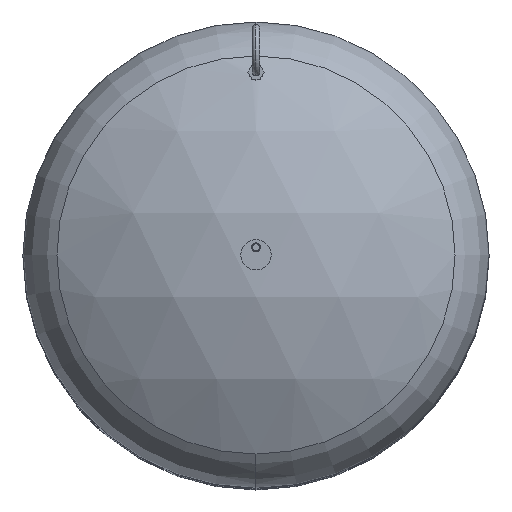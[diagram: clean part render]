
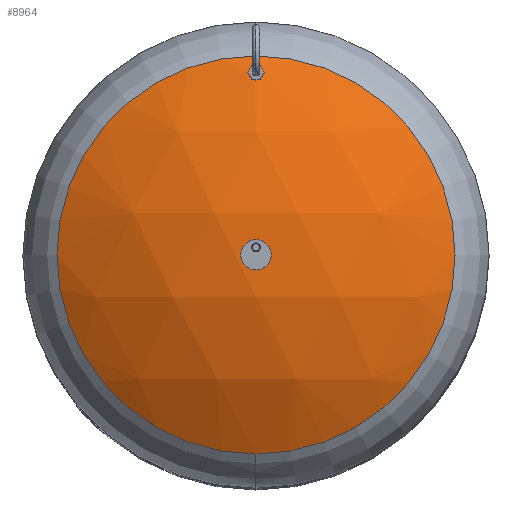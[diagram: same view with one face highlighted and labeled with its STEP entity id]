
A CAD part, top view. The second image highlights one B-rep face of the part: STEP entity #8964.
In plain terms, the highlighted spherical face has radius 594 mm.
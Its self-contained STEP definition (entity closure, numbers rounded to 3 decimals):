
#8763=CARTESIAN_POINT('',(0.,-315.931,2059.014));
#8764=VERTEX_POINT('',#8763);
#8780=CARTESIAN_POINT('',(0.,315.931,2059.014));
#8781=VERTEX_POINT('',#8780);
#8789=CARTESIAN_POINT('',(315.931,0.,2059.014));
#8790=VERTEX_POINT('',#8789);
#8791=CARTESIAN_POINT('',(0.,0.,2059.014));
#8792=DIRECTION('',(0.0,0.0,-1.0));
#8793=DIRECTION('',(1.0,0.0,0.0));
#8794=AXIS2_PLACEMENT_3D('',#8791,#8792,#8793);
#8795=CIRCLE('',#8794,315.931);
#8796=EDGE_CURVE('',#8781,#8790,#8795,.T.);
#8798=CARTESIAN_POINT('',(0.,0.,2059.014));
#8799=DIRECTION('',(0.0,0.0,-1.0));
#8800=DIRECTION('',(1.0,0.0,0.0));
#8801=AXIS2_PLACEMENT_3D('',#8798,#8799,#8800);
#8802=CIRCLE('',#8801,315.931);
#8803=EDGE_CURVE('',#8790,#8764,#8802,.T.);
#8815=CARTESIAN_POINT('',(0.,300.65,2068.294));
#8816=VERTEX_POINT('',#8815);
#8832=CARTESIAN_POINT('',(0.,279.35,2080.213));
#8833=VERTEX_POINT('',#8832);
#8840=CARTESIAN_POINT('',(0.,300.65,2068.294));
#8841=CARTESIAN_POINT('',(0.665,300.65,2068.294));
#8842=CARTESIAN_POINT('',(1.348,300.587,2068.33));
#8843=CARTESIAN_POINT('',(2.7,300.325,2068.478));
#8844=CARTESIAN_POINT('',(3.368,300.127,2068.591));
#8845=CARTESIAN_POINT('',(4.642,299.61,2068.883));
#8846=CARTESIAN_POINT('',(5.249,299.29,2069.063));
#8847=CARTESIAN_POINT('',(6.366,298.564,2069.474));
#8848=CARTESIAN_POINT('',(6.875,298.157,2069.704));
#8849=CARTESIAN_POINT('',(7.848,297.235,2070.224));
#8850=CARTESIAN_POINT('',(8.329,296.677,2070.538));
#8851=CARTESIAN_POINT('',(9.168,295.47,2071.219));
#8852=CARTESIAN_POINT('',(9.525,294.82,2071.584));
#8853=CARTESIAN_POINT('',(10.095,293.472,2072.342));
#8854=CARTESIAN_POINT('',(10.307,292.773,2072.734));
#8855=CARTESIAN_POINT('',(10.585,291.375,2073.519));
#8856=CARTESIAN_POINT('',(10.65,290.675,2073.911));
#8857=CARTESIAN_POINT('',(10.65,289.327,2074.665));
#8858=CARTESIAN_POINT('',(10.585,288.628,2075.055));
#8859=CARTESIAN_POINT('',(10.308,287.231,2075.836));
#8860=CARTESIAN_POINT('',(10.096,286.532,2076.225));
#8861=CARTESIAN_POINT('',(9.527,285.185,2076.976));
#8862=CARTESIAN_POINT('',(9.17,284.535,2077.337));
#8863=CARTESIAN_POINT('',(8.333,283.327,2078.009));
#8864=CARTESIAN_POINT('',(7.852,282.769,2078.319));
#8865=CARTESIAN_POINT('',(6.879,281.846,2078.831));
#8866=CARTESIAN_POINT('',(6.369,281.438,2079.057));
#8867=CARTESIAN_POINT('',(5.251,280.71,2079.46));
#8868=CARTESIAN_POINT('',(4.643,280.391,2079.637));
#8869=CARTESIAN_POINT('',(3.369,279.873,2079.924));
#8870=CARTESIAN_POINT('',(2.7,279.675,2080.034));
#8871=CARTESIAN_POINT('',(1.348,279.413,2080.178));
#8872=CARTESIAN_POINT('',(0.664,279.35,2080.213));
#8873=CARTESIAN_POINT('',(0.,279.35,2080.213));
#8874=B_SPLINE_CURVE_WITH_KNOTS('',3,(#8840,#8841,#8842,#8843,#8844,#8845,#8846,#8847,#8848,#8849,#8850,#8851,#8852,#8853,#8854,#8855,#8856,#8857,#8858,#8859,#8860,#8861,#8862,#8863,#8864,#8865,#8866,#8867,#8868,#8869,#8870,#8871,#8872,#8873),.UNSPECIFIED.,.F.,.U.,(4,2,2,2,2,2,2,2,2,2,2,2,2,2,2,2,4),(0.0,1.994,3.987,5.981,7.974,10.293,12.612,14.931,17.25,19.564,21.878,24.192,26.506,28.499,30.492,32.484,34.477),.UNSPECIFIED.);
#8875=EDGE_CURVE('',#8816,#8833,#8874,.T.);
#8886=CARTESIAN_POINT('',(0.,279.35,2080.213));
#8887=CARTESIAN_POINT('',(-0.664,279.35,2080.213));
#8888=CARTESIAN_POINT('',(-1.348,279.413,2080.178));
#8889=CARTESIAN_POINT('',(-2.7,279.675,2080.034));
#8890=CARTESIAN_POINT('',(-3.369,279.873,2079.924));
#8891=CARTESIAN_POINT('',(-4.643,280.391,2079.637));
#8892=CARTESIAN_POINT('',(-5.251,280.71,2079.46));
#8893=CARTESIAN_POINT('',(-6.369,281.438,2079.057));
#8894=CARTESIAN_POINT('',(-6.879,281.846,2078.831));
#8895=CARTESIAN_POINT('',(-7.852,282.769,2078.319));
#8896=CARTESIAN_POINT('',(-8.333,283.327,2078.009));
#8897=CARTESIAN_POINT('',(-9.17,284.535,2077.337));
#8898=CARTESIAN_POINT('',(-9.527,285.185,2076.976));
#8899=CARTESIAN_POINT('',(-10.096,286.532,2076.225));
#8900=CARTESIAN_POINT('',(-10.308,287.231,2075.836));
#8901=CARTESIAN_POINT('',(-10.585,288.628,2075.055));
#8902=CARTESIAN_POINT('',(-10.65,289.327,2074.665));
#8903=CARTESIAN_POINT('',(-10.65,290.675,2073.911));
#8904=CARTESIAN_POINT('',(-10.585,291.375,2073.519));
#8905=CARTESIAN_POINT('',(-10.307,292.773,2072.734));
#8906=CARTESIAN_POINT('',(-10.095,293.472,2072.342));
#8907=CARTESIAN_POINT('',(-9.525,294.82,2071.584));
#8908=CARTESIAN_POINT('',(-9.168,295.47,2071.219));
#8909=CARTESIAN_POINT('',(-8.329,296.677,2070.538));
#8910=CARTESIAN_POINT('',(-7.848,297.235,2070.224));
#8911=CARTESIAN_POINT('',(-6.875,298.157,2069.704));
#8912=CARTESIAN_POINT('',(-6.366,298.564,2069.474));
#8913=CARTESIAN_POINT('',(-5.249,299.29,2069.063));
#8914=CARTESIAN_POINT('',(-4.642,299.61,2068.883));
#8915=CARTESIAN_POINT('',(-3.368,300.127,2068.591));
#8916=CARTESIAN_POINT('',(-2.7,300.325,2068.478));
#8917=CARTESIAN_POINT('',(-1.348,300.587,2068.33));
#8918=CARTESIAN_POINT('',(-0.665,300.65,2068.294));
#8919=CARTESIAN_POINT('',(0.,300.65,2068.294));
#8920=B_SPLINE_CURVE_WITH_KNOTS('',3,(#8886,#8887,#8888,#8889,#8890,#8891,#8892,#8893,#8894,#8895,#8896,#8897,#8898,#8899,#8900,#8901,#8902,#8903,#8904,#8905,#8906,#8907,#8908,#8909,#8910,#8911,#8912,#8913,#8914,#8915,#8916,#8917,#8918,#8919),.UNSPECIFIED.,.F.,.U.,(4,2,2,2,2,2,2,2,2,2,2,2,2,2,2,2,4),(34.477,36.47,38.463,40.456,42.449,44.763,47.077,49.391,51.705,54.024,56.343,58.662,60.981,62.974,64.968,66.961,68.955),.UNSPECIFIED.);
#8921=EDGE_CURVE('',#8833,#8816,#8920,.T.);
#8944=CARTESIAN_POINT('',(0.,0.,1556.0));
#8945=DIRECTION('',(0.0,-1.0,0.0));
#8946=DIRECTION('',(-1.0,0.0,0.0));
#8947=AXIS2_PLACEMENT_3D('',#8944,#8945,#8946);
#8948=SPHERICAL_SURFACE('',#8947,594.0);
#8949=ORIENTED_EDGE('',*,*,#8875,.T.);
#8950=ORIENTED_EDGE('',*,*,#8921,.T.);
#8951=EDGE_LOOP('',(#8949,#8950));
#8952=FACE_OUTER_BOUND('',#8951,.T.);
#8953=ORIENTED_EDGE('',*,*,#8803,.F.);
#8954=ORIENTED_EDGE('',*,*,#8796,.F.);
#8955=CARTESIAN_POINT('',(0.,0.,2059.014));
#8956=DIRECTION('',(0.0,0.0,-1.0));
#8957=DIRECTION('',(1.0,0.0,0.0));
#8958=AXIS2_PLACEMENT_3D('',#8955,#8956,#8957);
#8959=CIRCLE('',#8958,315.931);
#8960=EDGE_CURVE('',#8764,#8781,#8959,.T.);
#8961=ORIENTED_EDGE('',*,*,#8960,.F.);
#8962=EDGE_LOOP('',(#8953,#8954,#8961));
#8963=FACE_BOUND('',#8962,.T.);
#8964=ADVANCED_FACE('',(#8952,#8963),#8948,.T.);
